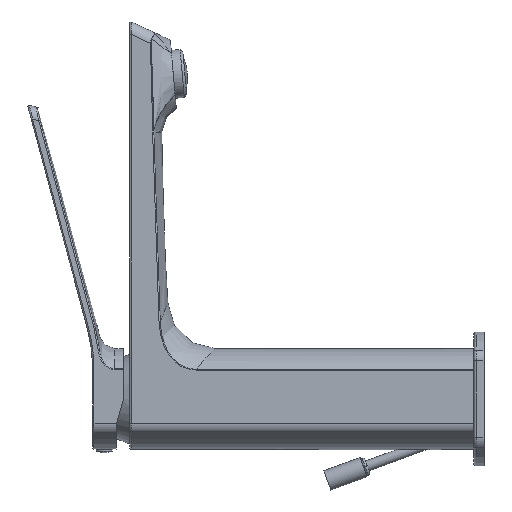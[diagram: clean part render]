
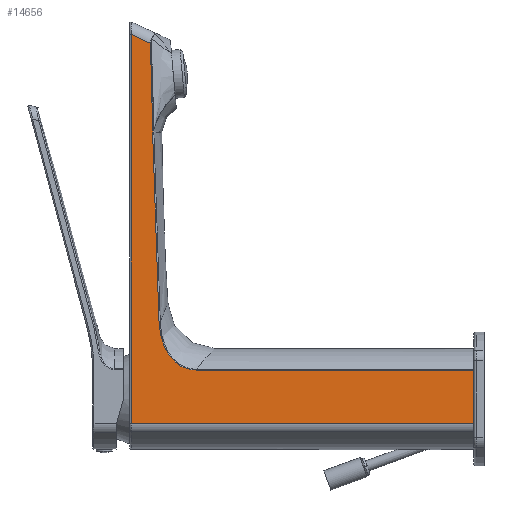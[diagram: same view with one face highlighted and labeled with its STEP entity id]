
A CAD part, left-side view. The second image highlights one B-rep face of the part: STEP entity #14656.
In plain terms, the highlighted planar face has unit normal (-1, 0, 0.009).
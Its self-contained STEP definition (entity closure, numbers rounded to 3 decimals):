
#3794=DIRECTION('',(0.009,0.,1.));
#3795=VECTOR('',#3794,20.867);
#3796=CARTESIAN_POINT('',(-18.483,0.,-9.512));
#3797=LINE('',#3796,#3795);
#3798=DIRECTION('',(0.,-1.,0.));
#3799=VECTOR('',#3798,134.);
#3800=CARTESIAN_POINT('',(-18.483,134.,-9.512));
#3801=LINE('',#3800,#3799);
#3802=DIRECTION('',(0.009,0.,1.));
#3803=VECTOR('',#3802,152.081);
#3804=CARTESIAN_POINT('',(-18.483,134.,-9.512));
#3805=LINE('',#3804,#3803);
#3806=DIRECTION('',(0.004,0.907,0.421));
#3807=VECTOR('',#3806,8.346);
#3808=CARTESIAN_POINT('',(-17.186,126.429,139.051));
#3809=LINE('',#3808,#3807);
#3810=CARTESIAN_POINT('',(-17.186,126.429,139.051));
#3811=CARTESIAN_POINT('',(-17.208,126.326,136.493));
#3812=CARTESIAN_POINT('',(-17.251,126.138,131.62));
#3813=CARTESIAN_POINT('',(-17.307,125.929,125.18));
#3814=CARTESIAN_POINT('',(-17.359,125.774,119.192));
#3815=CARTESIAN_POINT('',(-17.416,125.651,112.703));
#3816=CARTESIAN_POINT('',(-17.458,125.581,107.915));
#3817=CARTESIAN_POINT('',(-17.48,125.542,105.417));
#3819=CARTESIAN_POINT('',(-17.48,125.542,105.417));
#3820=CARTESIAN_POINT('',(-17.481,125.55,105.294));
#3821=CARTESIAN_POINT('',(-17.483,125.562,105.049));
#3822=CARTESIAN_POINT('',(-17.486,125.576,104.691));
#3823=CARTESIAN_POINT('',(-17.488,125.581,104.459));
#3824=CARTESIAN_POINT('',(-17.489,125.582,104.345));
#3826=CARTESIAN_POINT('',(-17.489,125.582,104.345));
#3827=CARTESIAN_POINT('',(-17.489,125.583,104.315));
#3828=CARTESIAN_POINT('',(-17.49,125.583,104.254));
#3829=CARTESIAN_POINT('',(-17.491,125.582,104.164));
#3830=CARTESIAN_POINT('',(-17.491,125.581,104.104));
#3831=CARTESIAN_POINT('',(-17.491,125.58,104.074));
#3833=CARTESIAN_POINT('',(-17.491,125.58,104.074));
#3834=CARTESIAN_POINT('',(-17.562,125.303,95.955));
#3835=CARTESIAN_POINT('',(-17.705,124.748,79.648));
#3836=CARTESIAN_POINT('',(-17.92,123.909,54.979));
#3837=CARTESIAN_POINT('',(-18.065,123.344,38.394));
#3838=CARTESIAN_POINT('',(-18.137,123.061,30.067));
#3840=CARTESIAN_POINT('',(-18.137,123.061,30.067));
#3841=CARTESIAN_POINT('',(-18.14,123.05,29.753));
#3842=CARTESIAN_POINT('',(-18.145,123.018,29.127));
#3843=CARTESIAN_POINT('',(-18.154,122.939,28.195));
#3844=CARTESIAN_POINT('',(-18.162,122.83,27.274));
#3845=CARTESIAN_POINT('',(-18.17,122.69,26.365));
#3846=CARTESIAN_POINT('',(-18.177,122.522,25.472));
#3847=CARTESIAN_POINT('',(-18.185,122.326,24.597));
#3848=CARTESIAN_POINT('',(-18.192,122.104,23.743));
#3849=CARTESIAN_POINT('',(-18.2,121.857,22.911));
#3850=CARTESIAN_POINT('',(-18.207,121.587,22.107));
#3851=CARTESIAN_POINT('',(-18.213,121.297,21.334));
#3852=CARTESIAN_POINT('',(-18.22,120.988,20.591));
#3853=CARTESIAN_POINT('',(-18.226,120.662,19.881));
#3854=CARTESIAN_POINT('',(-18.232,120.322,19.204));
#3855=CARTESIAN_POINT('',(-18.238,119.969,18.562));
#3856=CARTESIAN_POINT('',(-18.243,119.605,17.954));
#3857=CARTESIAN_POINT('',(-18.248,119.232,17.379));
#3858=CARTESIAN_POINT('',(-18.253,118.851,16.838));
#3859=CARTESIAN_POINT('',(-18.257,118.462,16.329));
#3860=CARTESIAN_POINT('',(-18.261,118.068,15.852));
#3861=CARTESIAN_POINT('',(-18.265,117.668,15.406));
#3862=CARTESIAN_POINT('',(-18.269,117.265,14.989));
#3863=CARTESIAN_POINT('',(-18.272,116.858,14.6));
#3864=CARTESIAN_POINT('',(-18.275,116.447,14.238));
#3865=CARTESIAN_POINT('',(-18.278,116.032,13.902));
#3866=CARTESIAN_POINT('',(-18.281,115.613,13.59));
#3867=CARTESIAN_POINT('',(-18.284,115.19,13.301));
#3868=CARTESIAN_POINT('',(-18.286,114.762,13.034));
#3869=CARTESIAN_POINT('',(-18.288,114.33,12.789));
#3870=CARTESIAN_POINT('',(-18.29,113.893,12.565));
#3871=CARTESIAN_POINT('',(-18.292,113.449,12.36));
#3872=CARTESIAN_POINT('',(-18.293,112.997,12.174));
#3873=CARTESIAN_POINT('',(-18.295,112.537,12.007));
#3874=CARTESIAN_POINT('',(-18.296,112.067,11.858));
#3875=CARTESIAN_POINT('',(-18.297,111.587,11.728));
#3876=CARTESIAN_POINT('',(-18.298,111.095,11.616));
#3877=CARTESIAN_POINT('',(-18.299,110.589,11.523));
#3878=CARTESIAN_POINT('',(-18.3,110.068,11.449));
#3879=CARTESIAN_POINT('',(-18.3,109.53,11.395));
#3880=CARTESIAN_POINT('',(-18.3,108.974,11.362));
#3881=CARTESIAN_POINT('',(-18.301,108.591,11.354));
#3882=CARTESIAN_POINT('',(-18.301,108.396,11.354));
#3884=DIRECTION('',(0.,-1.,0.));
#3885=VECTOR('',#3884,108.396);
#3886=CARTESIAN_POINT('',(-18.301,108.396,11.354));
#3887=LINE('',#3886,#3885);
#3925=CARTESIAN_POINT('',(-17.155,134.,142.563));
#8045=VERTEX_POINT('',#3925);
#8046=CARTESIAN_POINT('',(-18.483,134.,-9.512));
#8047=VERTEX_POINT('',#8046);
#8060=VERTEX_POINT('',#3840);
#8061=VERTEX_POINT('',#3882);
#8063=VERTEX_POINT('',#3833);
#8071=VERTEX_POINT('',#3810);
#8072=VERTEX_POINT('',#3817);
#8089=VERTEX_POINT('',#3824);
#8370=CARTESIAN_POINT('',(-18.483,0.,-9.512));
#8371=CARTESIAN_POINT('',(-18.301,0.,11.354));
#8372=VERTEX_POINT('',#8370);
#8373=VERTEX_POINT('',#8371);
#14632=CARTESIAN_POINT('',(-18.5,0.,-11.504));
#14633=DIRECTION('',(-1.,0.,0.009));
#14634=DIRECTION('',(0.,1.,0.));
#14635=AXIS2_PLACEMENT_3D('',#14632,#14633,#14634);
#14636=PLANE('',#14635);
#14637=ORIENTED_EDGE('',*,*,#9154,.F.);
#14638=ORIENTED_EDGE('',*,*,#14431,.F.);
#14639=ORIENTED_EDGE('',*,*,#14177,.T.);
#14641=ORIENTED_EDGE('',*,*,#14640,.F.);
#14643=ORIENTED_EDGE('',*,*,#14642,.T.);
#14645=ORIENTED_EDGE('',*,*,#14644,.T.);
#14647=ORIENTED_EDGE('',*,*,#14646,.T.);
#14649=ORIENTED_EDGE('',*,*,#14648,.T.);
#14651=ORIENTED_EDGE('',*,*,#14650,.T.);
#14653=ORIENTED_EDGE('',*,*,#14652,.T.);
#14654=EDGE_LOOP('',(#14637,#14638,#14639,#14641,#14643,#14645,#14647,#14649,
#14651,#14653));
#14655=FACE_OUTER_BOUND('',#14654,.F.);
#14656=ADVANCED_FACE('',(#14655),#14636,.T.);
#3818=B_SPLINE_CURVE_WITH_KNOTS('',3,(#3810,#3811,#3812,#3813,#3814,#3815,#3816,
#3817),.UNSPECIFIED.,.F.,.F.,(4,1,1,1,1,4),(0.,0.2,0.4,0.6,0.8,1.),
.UNSPECIFIED.);
#3825=B_SPLINE_CURVE_WITH_KNOTS('',3,(#3819,#3820,#3821,#3822,#3823,#3824),
.UNSPECIFIED.,.F.,.F.,(4,1,1,4),(0.,0.333,0.667,1.),
.UNSPECIFIED.);
#3832=B_SPLINE_CURVE_WITH_KNOTS('',3,(#3826,#3827,#3828,#3829,#3830,#3831),
.UNSPECIFIED.,.F.,.F.,(4,1,1,4),(0.,0.333,0.667,1.),
.UNSPECIFIED.);
#3839=B_SPLINE_CURVE_WITH_KNOTS('',3,(#3833,#3834,#3835,#3836,#3837,#3838),
.UNSPECIFIED.,.F.,.F.,(4,1,1,4),(0.,0.333,0.667,1.),
.UNSPECIFIED.);
#3883=B_SPLINE_CURVE_WITH_KNOTS('',3,(#3840,#3841,#3842,#3843,#3844,#3845,#3846,
#3847,#3848,#3849,#3850,#3851,#3852,#3853,#3854,#3855,#3856,#3857,#3858,#3859,
#3860,#3861,#3862,#3863,#3864,#3865,#3866,#3867,#3868,#3869,#3870,#3871,#3872,
#3873,#3874,#3875,#3876,#3877,#3878,#3879,#3880,#3881,#3882),.UNSPECIFIED.,.F.,
.F.,(4,1,1,1,1,1,1,1,1,1,1,1,1,1,1,1,1,1,1,1,1,1,1,1,1,1,1,1,1,1,1,1,1,1,1,1,1,
1,1,1,4),(0.,0.025,0.05,0.075,0.1,0.125,0.15,0.175,0.2,0.225,
0.25,0.275,0.3,0.325,0.35,0.375,0.4,0.425,0.45,0.475,0.5,
0.525,0.55,0.575,0.6,0.625,0.65,0.675,0.7,0.725,0.75,
0.775,0.8,0.825,0.85,0.875,0.9,0.925,0.95,0.975,1.),
.UNSPECIFIED.);
#9154=EDGE_CURVE('',#8372,#8373,#3797,.T.);
#14177=EDGE_CURVE('',#8047,#8045,#3805,.T.);
#14431=EDGE_CURVE('',#8047,#8372,#3801,.T.);
#14640=EDGE_CURVE('',#8071,#8045,#3809,.T.);
#14642=EDGE_CURVE('',#8071,#8072,#3818,.T.);
#14644=EDGE_CURVE('',#8072,#8089,#3825,.T.);
#14646=EDGE_CURVE('',#8089,#8063,#3832,.T.);
#14648=EDGE_CURVE('',#8063,#8060,#3839,.T.);
#14650=EDGE_CURVE('',#8060,#8061,#3883,.T.);
#14652=EDGE_CURVE('',#8061,#8373,#3887,.T.);
